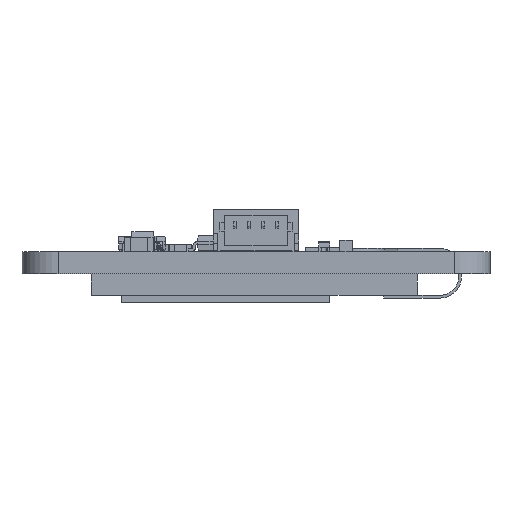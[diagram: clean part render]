
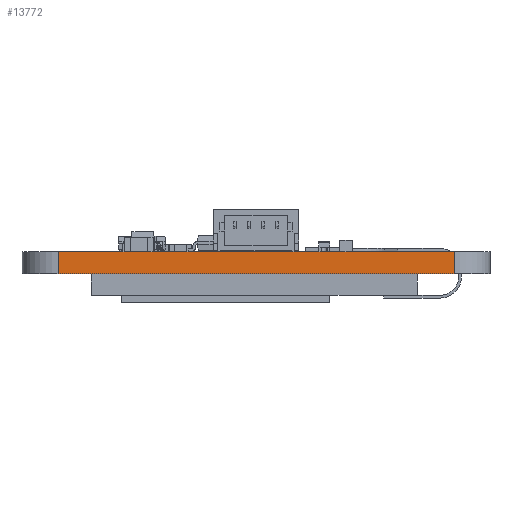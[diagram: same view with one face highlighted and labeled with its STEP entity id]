
A CAD part, left-side view. The second image highlights one B-rep face of the part: STEP entity #13772.
In plain terms, the highlighted planar face has unit normal (-1, 0, 0).
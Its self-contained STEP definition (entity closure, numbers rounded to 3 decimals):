
#255=PLANE('',#14716);
#890=FACE_OUTER_BOUND('',#1604,.T.);
#1604=EDGE_LOOP('',(#9432,#9433,#9434,#9435));
#2418=LINE('',#19571,#4120);
#2419=LINE('',#19574,#4121);
#2420=LINE('',#19576,#4122);
#2421=LINE('',#19577,#4123);
#4120=VECTOR('',#15915,10.);
#4121=VECTOR('',#15918,10.);
#4122=VECTOR('',#15919,10.);
#4123=VECTOR('',#15920,10.);
#6104=VERTEX_POINT('',#19567);
#6105=VERTEX_POINT('',#19569);
#6106=VERTEX_POINT('',#19573);
#6107=VERTEX_POINT('',#19575);
#7430=EDGE_CURVE('',#6104,#6105,#2418,.T.);
#7431=EDGE_CURVE('',#6106,#6104,#2419,.T.);
#7432=EDGE_CURVE('',#6107,#6105,#2420,.T.);
#7433=EDGE_CURVE('',#6106,#6107,#2421,.T.);
#9432=ORIENTED_EDGE('',*,*,#7431,.T.);
#9433=ORIENTED_EDGE('',*,*,#7430,.T.);
#9434=ORIENTED_EDGE('',*,*,#7432,.F.);
#9435=ORIENTED_EDGE('',*,*,#7433,.F.);
#13772=ADVANCED_FACE('',(#890),#255,.T.);
#14716=AXIS2_PLACEMENT_3D('',#19572,#15916,#15917);
#15915=DIRECTION('',(0.,0.,1.));
#15916=DIRECTION('center_axis',(-1.,0.,0.));
#15917=DIRECTION('ref_axis',(0.,-1.,0.));
#15918=DIRECTION('',(0.,-1.,0.));
#15919=DIRECTION('',(0.,-1.,0.));
#15920=DIRECTION('',(0.,0.,1.));
#19567=CARTESIAN_POINT('',(0.,2.54,0.));
#19569=CARTESIAN_POINT('',(0.,2.54,1.57));
#19571=CARTESIAN_POINT('',(0.,2.54,0.));
#19572=CARTESIAN_POINT('Origin',(0.,30.48,0.));
#19573=CARTESIAN_POINT('',(0.,30.48,0.));
#19574=CARTESIAN_POINT('',(0.,30.48,0.));
#19575=CARTESIAN_POINT('',(0.,30.48,1.57));
#19576=CARTESIAN_POINT('',(0.,30.48,1.57));
#19577=CARTESIAN_POINT('',(0.,30.48,0.));
